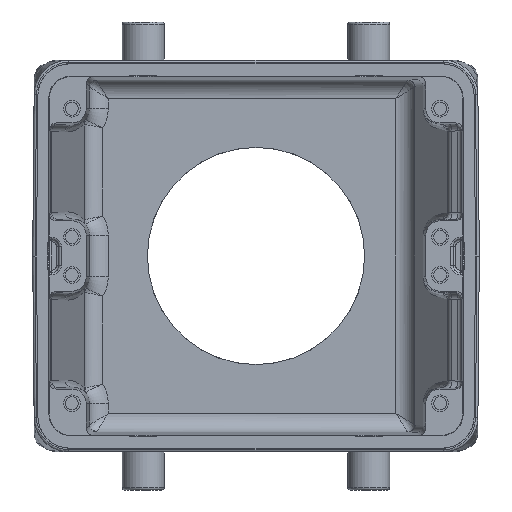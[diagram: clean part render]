
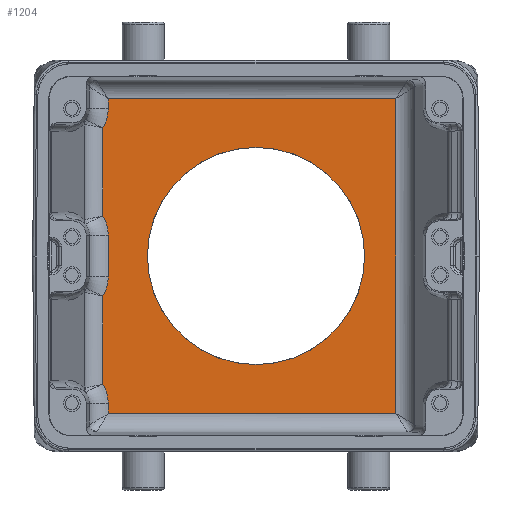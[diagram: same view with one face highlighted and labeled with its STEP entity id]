
A CAD part, front view. The second image highlights one B-rep face of the part: STEP entity #1204.
In plain terms, the highlighted planar face has unit normal (0, -1, 0).
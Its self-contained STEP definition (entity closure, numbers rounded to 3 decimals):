
#1204=ADVANCED_FACE('',(#1812,#1813),#1505,.F.);
#1505=PLANE('',#8700);
#1812=FACE_BOUND('',#2195,.T.);
#1813=FACE_BOUND('',#2196,.T.);
#2195=EDGE_LOOP('',(#4046));
#2196=EDGE_LOOP('',(#4047,#4048,#4049,#4050,#4051,#4052,#4053,#4054,#4055,
#4056,#4057,#4058));
#2470=CIRCLE('',#8430,7.646);
#2480=CIRCLE('',#8456,7.646);
#2484=CIRCLE('',#8463,7.646);
#2486=CIRCLE('',#8469,7.646);
#2557=CIRCLE('',#8699,22.85);
#4046=ORIENTED_EDGE('',*,*,#6412,.F.);
#4047=ORIENTED_EDGE('',*,*,#6003,.F.);
#4048=ORIENTED_EDGE('',*,*,#6110,.T.);
#4049=ORIENTED_EDGE('',*,*,#6090,.F.);
#4050=ORIENTED_EDGE('',*,*,#6100,.T.);
#4051=ORIENTED_EDGE('',*,*,#6087,.F.);
#4052=ORIENTED_EDGE('',*,*,#6085,.T.);
#4053=ORIENTED_EDGE('',*,*,#6038,.F.);
#4054=ORIENTED_EDGE('',*,*,#6048,.T.);
#4055=ORIENTED_EDGE('',*,*,#6036,.F.);
#4056=ORIENTED_EDGE('',*,*,#6404,.F.);
#4057=ORIENTED_EDGE('',*,*,#6407,.F.);
#4058=ORIENTED_EDGE('',*,*,#6411,.F.);
#5190=VERTEX_POINT('',#12217);
#5192=VERTEX_POINT('',#12338);
#5215=VERTEX_POINT('',#12463);
#5217=VERTEX_POINT('',#12576);
#5218=VERTEX_POINT('',#12580);
#5219=VERTEX_POINT('',#12581);
#5247=VERTEX_POINT('',#12933);
#5248=VERTEX_POINT('',#12937);
#5250=VERTEX_POINT('',#12943);
#5251=VERTEX_POINT('',#12944);
#5419=VERTEX_POINT('',#14008);
#5420=VERTEX_POINT('',#14125);
#5422=VERTEX_POINT('',#14251);
#6003=EDGE_CURVE('',#5192,#5190,#7005,.T.);
#6036=EDGE_CURVE('',#5215,#5217,#7019,.T.);
#6038=EDGE_CURVE('',#5218,#5219,#7020,.T.);
#6048=EDGE_CURVE('',#5218,#5217,#2470,.T.);
#6085=EDGE_CURVE('',#5247,#5219,#2480,.T.);
#6087=EDGE_CURVE('',#5247,#5248,#7035,.T.);
#6090=EDGE_CURVE('',#5250,#5251,#7037,.T.);
#6100=EDGE_CURVE('',#5250,#5248,#2484,.T.);
#6110=EDGE_CURVE('',#5192,#5251,#2486,.T.);
#6404=EDGE_CURVE('',#5419,#5215,#7218,.T.);
#6407=EDGE_CURVE('',#5420,#5419,#7219,.T.);
#6411=EDGE_CURVE('',#5190,#5420,#7220,.T.);
#6412=EDGE_CURVE('',#5422,#5422,#2557,.T.);
#7005=LINE('',#12339,#7680);
#7019=LINE('',#12575,#7694);
#7020=LINE('',#12579,#7695);
#7035=LINE('',#12936,#7710);
#7037=LINE('',#12942,#7712);
#7218=LINE('',#14009,#7893);
#7219=LINE('',#14126,#7894);
#7220=LINE('',#14248,#7895);
#7680=VECTOR('',#9673,1.);
#7694=VECTOR('',#9731,1.);
#7695=VECTOR('',#9736,1.);
#7710=VECTOR('',#9813,1.);
#7712=VECTOR('',#9819,1.);
#7893=VECTOR('',#10468,1.);
#7894=VECTOR('',#10471,1.);
#7895=VECTOR('',#10476,1.);
#8430=AXIS2_PLACEMENT_3D('',#12714,#9742,#9743);
#8456=AXIS2_PLACEMENT_3D('',#12932,#9807,#9808);
#8463=AXIS2_PLACEMENT_3D('',#13085,#9825,#9826);
#8469=AXIS2_PLACEMENT_3D('',#13201,#9839,#9840);
#8699=AXIS2_PLACEMENT_3D('',#14250,#10479,#10480);
#8700=AXIS2_PLACEMENT_3D('',#14252,#10481,#10482);
#9673=DIRECTION('',(0.,0.,1.));
#9731=DIRECTION('',(0.,0.,1.));
#9736=DIRECTION('',(0.,0.,1.));
#9742=DIRECTION('',(0.,1.,0.));
#9743=DIRECTION('',(0.,0.,1.));
#9807=DIRECTION('',(0.,1.,0.));
#9808=DIRECTION('',(0.,0.,1.));
#9813=DIRECTION('',(0.,0.,1.));
#9819=DIRECTION('',(0.,0.,1.));
#9825=DIRECTION('',(0.,1.,0.));
#9826=DIRECTION('',(0.,0.,1.));
#9839=DIRECTION('',(0.,1.,0.));
#9840=DIRECTION('',(0.,0.,1.));
#10468=DIRECTION('',(-1.,0.,0.));
#10471=DIRECTION('',(0.,0.,-1.));
#10476=DIRECTION('',(1.,0.,0.));
#10479=DIRECTION('',(0.,-1.,0.));
#10480=DIRECTION('',(0.,0.,1.));
#10481=DIRECTION('',(0.,1.,0.));
#10482=DIRECTION('',(-1.,0.,0.));
#12217=CARTESIAN_POINT('',(-31.104,40.,33.104));
#12338=CARTESIAN_POINT('',(-31.104,40.,31.));
#12339=CARTESIAN_POINT('',(-31.104,40.,31.));
#12463=CARTESIAN_POINT('',(-31.104,40.,-33.104));
#12575=CARTESIAN_POINT('',(-31.104,40.,-33.104));
#12576=CARTESIAN_POINT('',(-31.104,40.,-31.));
#12579=CARTESIAN_POINT('',(-32.225,40.,-27.015));
#12580=CARTESIAN_POINT('',(-32.225,40.,-27.015));
#12581=CARTESIAN_POINT('',(-32.225,40.,-8.385));
#12714=CARTESIAN_POINT('',(-38.75,40.,-31.));
#12932=CARTESIAN_POINT('',(-38.75,40.,-4.4));
#12933=CARTESIAN_POINT('',(-31.104,40.,-4.4));
#12936=CARTESIAN_POINT('',(-31.104,40.,-4.4));
#12937=CARTESIAN_POINT('',(-31.104,40.,4.4));
#12942=CARTESIAN_POINT('',(-32.225,40.,8.385));
#12943=CARTESIAN_POINT('',(-32.225,40.,8.385));
#12944=CARTESIAN_POINT('',(-32.225,40.,27.015));
#13085=CARTESIAN_POINT('',(-38.75,40.,4.4));
#13201=CARTESIAN_POINT('',(-38.75,40.,31.));
#14008=CARTESIAN_POINT('',(29.448,40.,-33.104));
#14009=CARTESIAN_POINT('',(32.925,40.,-33.104));
#14125=CARTESIAN_POINT('',(29.448,40.,33.104));
#14126=CARTESIAN_POINT('',(29.448,40.,-37.75));
#14248=CARTESIAN_POINT('',(35.75,40.,33.104));
#14250=CARTESIAN_POINT('',(0.,40.,0.));
#14251=CARTESIAN_POINT('',(0.,40.,22.85));
#14252=CARTESIAN_POINT('',(32.925,40.,-37.75));
